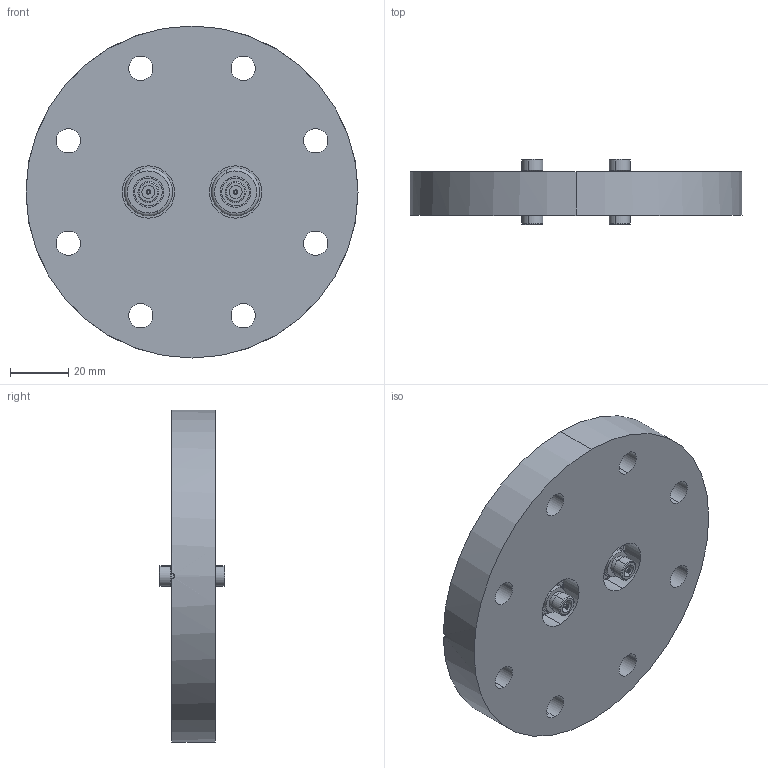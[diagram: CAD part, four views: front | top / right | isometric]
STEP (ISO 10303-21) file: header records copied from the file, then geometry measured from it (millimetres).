
FILE_DESCRIPTION (( 'STEP AP214' ), '1' );
FILE_NAME ('242-SMAD50-C63-2.STEP', '2016-02-08T08:05:44', ( 'allectra' ), ( 'Microsoft' ), 'SwSTEP 2.0', 'SolidWorks 2014', '' );
FILE_SCHEMA (( 'AUTOMOTIVE_DESIGN' ));
Length unit declared in the file: millimetre
Products named in the file (6): 9411-C63-16.5-2_411-CB63; 242-SMAD50; 9411-C63-16.5-2; 242-SMAD50-C63-2
Assembly tree (3 placements, depth 2):
  242-SMAD50
  9411-C63-16.5-2
  242-SMAD50-C63-2
    9411-C63-16.5-2_411-CB63
    242-SMAD50  x2
  242-SMAD50
Bounding box: 114.3 x 22.5 x 114.3 mm (x, y, z)
Volume: 136592.3 mm3; surface area: 32894.5 mm2
Topology: 3 solids, 3 shells, 142 faces, 304 edges, 192 vertices
Faces by surface type: cylinder 86, plane 32, cone 20, torus 4
Entity records: 2831 total; most frequent: DIRECTION 524, CARTESIAN_POINT 494, ORIENTED_EDGE 408, AXIS2_PLACEMENT_3D 226, EDGE_CURVE 204, VERTEX_POINT 130, CIRCLE 128, EDGE_LOOP 124
